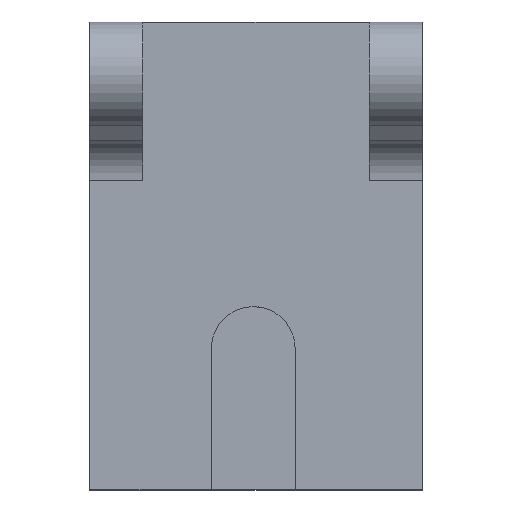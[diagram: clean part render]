
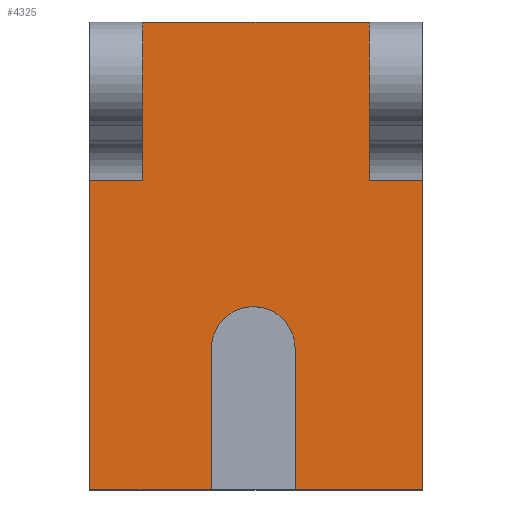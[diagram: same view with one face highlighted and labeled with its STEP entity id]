
A CAD part, top view. The second image highlights one B-rep face of the part: STEP entity #4325.
In plain terms, the highlighted planar face has unit normal (0, 0, 1).
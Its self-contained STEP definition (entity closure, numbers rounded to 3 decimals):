
#21=CIRCLE('',#4493,3.938);
#22=CIRCLE('',#4494,3.938);
#184=B_SPLINE_CURVE_WITH_KNOTS('',3,(#7414,#7415,#7416,#7417,#7418,#7419,
#7420,#7421),.UNSPECIFIED.,.F.,.F.,(4,2,2,4),(0.,0.333,0.744,
1.),.UNSPECIFIED.);
#185=B_SPLINE_CURVE_WITH_KNOTS('',3,(#7425,#7426,#7427,#7428,#7429,#7430,
#7431,#7432,#7433,#7434,#7435,#7436,#7437,#7438,#7439,#7440,#7441,#7442),
 .UNSPECIFIED.,.F.,.F.,(4,2,2,2,2,2,2,2,4),(0.,0.169,0.333,
0.436,0.5,0.564,0.667,
0.831,1.),.UNSPECIFIED.);
#186=B_SPLINE_CURVE_WITH_KNOTS('',3,(#7446,#7447,#7448,#7449,#7450,#7451,
#7452,#7453),.UNSPECIFIED.,.F.,.F.,(4,2,2,4),(0.,0.256,0.667,
1.),.UNSPECIFIED.);
#416=FACE_OUTER_BOUND('',#652,.T.);
#652=EDGE_LOOP('',(#3629,#3630,#3631,#3632,#3633,#3634,#3635,#3636,#3637,
#3638,#3639,#3640,#3641,#3642,#3643,#3644));
#1024=LINE('',#7359,#1509);
#1038=LINE('',#7396,#1523);
#1039=LINE('',#7401,#1524);
#1040=LINE('',#7404,#1525);
#1041=LINE('',#7406,#1526);
#1042=LINE('',#7408,#1527);
#1043=LINE('',#7410,#1528);
#1044=LINE('',#7412,#1529);
#1045=LINE('',#7455,#1530);
#1046=LINE('',#7457,#1531);
#1047=LINE('',#7458,#1532);
#1509=VECTOR('',#5047,10.);
#1523=VECTOR('',#5077,10.);
#1524=VECTOR('',#5086,10.);
#1525=VECTOR('',#5089,10.);
#1526=VECTOR('',#5090,10.);
#1527=VECTOR('',#5091,10.);
#1528=VECTOR('',#5092,10.);
#1529=VECTOR('',#5093,10.);
#1530=VECTOR('',#5098,10.);
#1531=VECTOR('',#5099,10.);
#1532=VECTOR('',#5100,10.);
#1979=VERTEX_POINT('',#7356);
#1980=VERTEX_POINT('',#7358);
#1994=VERTEX_POINT('',#7392);
#1995=VERTEX_POINT('',#7394);
#1996=VERTEX_POINT('',#7403);
#1997=VERTEX_POINT('',#7405);
#1998=VERTEX_POINT('',#7407);
#1999=VERTEX_POINT('',#7409);
#2000=VERTEX_POINT('',#7411);
#2001=VERTEX_POINT('',#7413);
#2002=VERTEX_POINT('',#7422);
#2003=VERTEX_POINT('',#7424);
#2004=VERTEX_POINT('',#7443);
#2005=VERTEX_POINT('',#7445);
#2006=VERTEX_POINT('',#7454);
#2007=VERTEX_POINT('',#7456);
#2545=EDGE_CURVE('',#1980,#1979,#1024,.T.);
#2563=EDGE_CURVE('',#1995,#1994,#1038,.T.);
#2566=EDGE_CURVE('',#1995,#1980,#1039,.T.);
#2567=EDGE_CURVE('',#1979,#1996,#1040,.T.);
#2568=EDGE_CURVE('',#1996,#1997,#1041,.T.);
#2569=EDGE_CURVE('',#1997,#1998,#1042,.T.);
#2570=EDGE_CURVE('',#1998,#1999,#1043,.T.);
#2571=EDGE_CURVE('',#1999,#2000,#1044,.T.);
#2572=EDGE_CURVE('',#2000,#2001,#184,.T.);
#2573=EDGE_CURVE('',#2001,#2002,#21,.T.);
#2574=EDGE_CURVE('',#2002,#2003,#185,.T.);
#2575=EDGE_CURVE('',#2003,#2004,#22,.T.);
#2576=EDGE_CURVE('',#2004,#2005,#186,.T.);
#2577=EDGE_CURVE('',#2005,#2006,#1045,.T.);
#2578=EDGE_CURVE('',#2006,#2007,#1046,.T.);
#2579=EDGE_CURVE('',#2007,#1994,#1047,.T.);
#3629=ORIENTED_EDGE('',*,*,#2563,.F.);
#3630=ORIENTED_EDGE('',*,*,#2566,.T.);
#3631=ORIENTED_EDGE('',*,*,#2545,.T.);
#3632=ORIENTED_EDGE('',*,*,#2567,.T.);
#3633=ORIENTED_EDGE('',*,*,#2568,.T.);
#3634=ORIENTED_EDGE('',*,*,#2569,.T.);
#3635=ORIENTED_EDGE('',*,*,#2570,.T.);
#3636=ORIENTED_EDGE('',*,*,#2571,.T.);
#3637=ORIENTED_EDGE('',*,*,#2572,.T.);
#3638=ORIENTED_EDGE('',*,*,#2573,.T.);
#3639=ORIENTED_EDGE('',*,*,#2574,.T.);
#3640=ORIENTED_EDGE('',*,*,#2575,.T.);
#3641=ORIENTED_EDGE('',*,*,#2576,.T.);
#3642=ORIENTED_EDGE('',*,*,#2577,.T.);
#3643=ORIENTED_EDGE('',*,*,#2578,.T.);
#3644=ORIENTED_EDGE('',*,*,#2579,.T.);
#4110=PLANE('',#4492);
#4325=ADVANCED_FACE('',(#416),#4110,.T.);
#4492=AXIS2_PLACEMENT_3D('',#7402,#5087,#5088);
#4493=AXIS2_PLACEMENT_3D('',#7423,#5094,#5095);
#4494=AXIS2_PLACEMENT_3D('',#7444,#5096,#5097);
#5047=DIRECTION('',(-1.,0.,0.));
#5077=DIRECTION('',(1.,0.,0.));
#5086=DIRECTION('',(0.,1.,0.));
#5087=DIRECTION('center_axis',(0.,0.,1.));
#5088=DIRECTION('ref_axis',(1.,0.,0.));
#5089=DIRECTION('',(0.,-1.,0.));
#5090=DIRECTION('',(-1.,0.,0.));
#5091=DIRECTION('',(0.,-1.,0.));
#5092=DIRECTION('',(1.,0.,0.));
#5093=DIRECTION('',(0.,1.,0.));
#5094=DIRECTION('center_axis',(0.,0.,-1.));
#5095=DIRECTION('ref_axis',(-0.354,0.935,0.));
#5096=DIRECTION('center_axis',(0.,0.,-1.));
#5097=DIRECTION('ref_axis',(0.935,0.354,0.));
#5098=DIRECTION('',(0.,-1.,0.));
#5099=DIRECTION('',(1.,0.,0.));
#5100=DIRECTION('',(0.,1.,0.));
#7356=CARTESIAN_POINT('',(3.,42.,24.2));
#7358=CARTESIAN_POINT('',(24.3,42.,24.2));
#7359=CARTESIAN_POINT('',(29.3,42.,24.2));
#7392=CARTESIAN_POINT('',(29.3,27.058,24.2));
#7394=CARTESIAN_POINT('',(24.3,27.058,24.2));
#7396=CARTESIAN_POINT('',(29.3,27.058,24.2));
#7401=CARTESIAN_POINT('',(24.3,27.265,24.2));
#7402=CARTESIAN_POINT('Origin',(13.65,20.,24.2));
#7403=CARTESIAN_POINT('',(3.,27.058,24.2));
#7404=CARTESIAN_POINT('',(3.,27.265,24.2));
#7405=CARTESIAN_POINT('',(-2.,27.058,24.2));
#7406=CARTESIAN_POINT('',(-2.,27.058,24.2));
#7407=CARTESIAN_POINT('',(-2.,-2.,24.2));
#7408=CARTESIAN_POINT('',(-2.,42.,24.2));
#7409=CARTESIAN_POINT('',(9.451,-2.,24.2));
#7410=CARTESIAN_POINT('',(-2.,-2.,24.2));
#7411=CARTESIAN_POINT('',(9.449,11.277,24.2));
#7412=CARTESIAN_POINT('',(9.449,9.,24.2));
#7413=CARTESIAN_POINT('',(9.708,12.671,24.2));
#7414=CARTESIAN_POINT('Ctrl Pts',(9.449,11.277,24.2));
#7415=CARTESIAN_POINT('Ctrl Pts',(9.449,11.435,24.2));
#7416=CARTESIAN_POINT('Ctrl Pts',(9.458,11.594,24.2));
#7417=CARTESIAN_POINT('Ctrl Pts',(9.502,11.944,24.2));
#7418=CARTESIAN_POINT('Ctrl Pts',(9.541,12.135,24.2));
#7419=CARTESIAN_POINT('Ctrl Pts',(9.627,12.441,24.2));
#7420=CARTESIAN_POINT('Ctrl Pts',(9.665,12.557,24.2));
#7421=CARTESIAN_POINT('Ctrl Pts',(9.708,12.671,24.2));
#7422=CARTESIAN_POINT('',(11.996,14.959,24.2));
#7423=CARTESIAN_POINT('Origin',(13.39,11.277,24.2));
#7424=CARTESIAN_POINT('',(14.785,14.959,24.2));
#7425=CARTESIAN_POINT('Ctrl Pts',(11.996,14.959,24.2));
#7426=CARTESIAN_POINT('Ctrl Pts',(12.146,15.016,24.2));
#7427=CARTESIAN_POINT('Ctrl Pts',(12.3,15.064,24.2));
#7428=CARTESIAN_POINT('Ctrl Pts',(12.607,15.141,24.2));
#7429=CARTESIAN_POINT('Ctrl Pts',(12.761,15.169,24.2));
#7430=CARTESIAN_POINT('Ctrl Pts',(13.012,15.201,24.2));
#7431=CARTESIAN_POINT('Ctrl Pts',(13.109,15.209,24.2));
#7432=CARTESIAN_POINT('Ctrl Pts',(13.268,15.217,24.2));
#7433=CARTESIAN_POINT('Ctrl Pts',(13.329,15.218,24.2));
#7434=CARTESIAN_POINT('Ctrl Pts',(13.451,15.218,24.2));
#7435=CARTESIAN_POINT('Ctrl Pts',(13.512,15.217,24.2));
#7436=CARTESIAN_POINT('Ctrl Pts',(13.67,15.209,24.2));
#7437=CARTESIAN_POINT('Ctrl Pts',(13.768,15.201,24.2));
#7438=CARTESIAN_POINT('Ctrl Pts',(14.019,15.17,24.2));
#7439=CARTESIAN_POINT('Ctrl Pts',(14.172,15.141,24.2));
#7440=CARTESIAN_POINT('Ctrl Pts',(14.48,15.064,24.2));
#7441=CARTESIAN_POINT('Ctrl Pts',(14.634,15.016,24.2));
#7442=CARTESIAN_POINT('Ctrl Pts',(14.785,14.959,24.2));
#7443=CARTESIAN_POINT('',(17.073,12.671,24.2));
#7444=CARTESIAN_POINT('Origin',(13.39,11.277,24.2));
#7445=CARTESIAN_POINT('',(17.332,11.277,24.2));
#7446=CARTESIAN_POINT('Ctrl Pts',(17.073,12.671,24.2));
#7447=CARTESIAN_POINT('Ctrl Pts',(17.116,12.557,24.2));
#7448=CARTESIAN_POINT('Ctrl Pts',(17.154,12.441,24.2));
#7449=CARTESIAN_POINT('Ctrl Pts',(17.24,12.135,24.2));
#7450=CARTESIAN_POINT('Ctrl Pts',(17.279,11.944,24.2));
#7451=CARTESIAN_POINT('Ctrl Pts',(17.322,11.594,24.2));
#7452=CARTESIAN_POINT('Ctrl Pts',(17.332,11.435,24.2));
#7453=CARTESIAN_POINT('Ctrl Pts',(17.332,11.277,24.2));
#7454=CARTESIAN_POINT('',(17.33,-2.,24.2));
#7455=CARTESIAN_POINT('',(17.333,15.638,24.2));
#7456=CARTESIAN_POINT('',(29.3,-2.,24.2));
#7457=CARTESIAN_POINT('',(-2.,-2.,24.2));
#7458=CARTESIAN_POINT('',(29.3,-2.,24.2));
